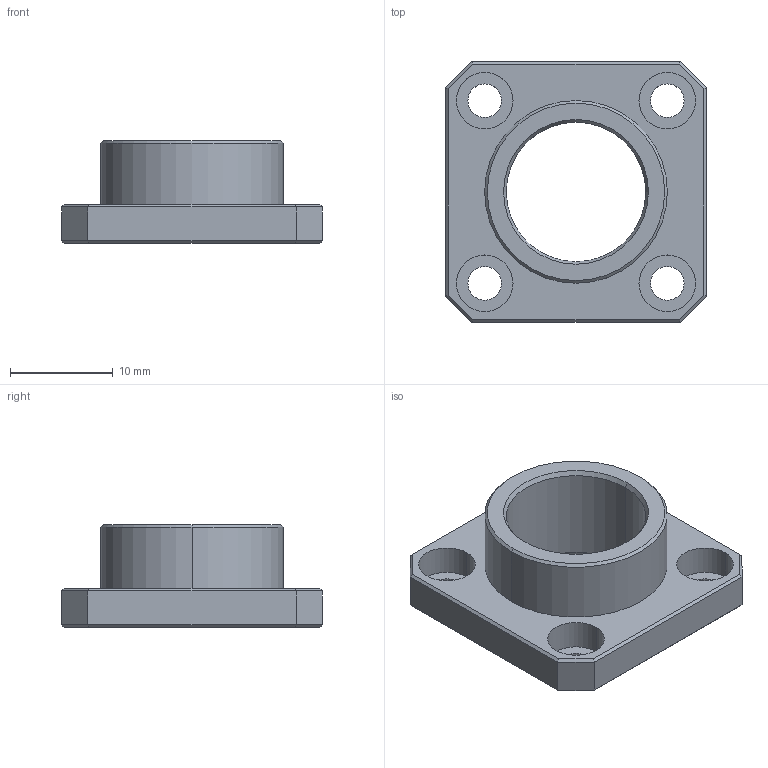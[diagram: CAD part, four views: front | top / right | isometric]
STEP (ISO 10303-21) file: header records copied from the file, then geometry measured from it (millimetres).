
FILE_DESCRIPTION (( 'STEP AP214' ), '1' );
FILE_NAME ('TTN091402-E0W.STEP', '2016-01-27T18:29:51', ( 'admin' ), ( '' ), 'SwSTEP 2.0', 'SolidWorks 2014', '' );
FILE_SCHEMA (( 'AUTOMOTIVE_DESIGN' ));
Length unit declared in the file: millimetre
Products named in the file (1): TTN091402-E0W
Bounding box: 25.4 x 25.4 x 10.01 mm (x, y, z)
Volume: 2176.1 mm3; surface area: 2233.5 mm2
Topology: 1 solids, 1 shells, 290 faces, 761 edges, 500 vertices
Faces by surface type: plane 168, bspline 96, cylinder 20, cone 6
Entity records: 14379 total; most frequent: CARTESIAN_POINT 4604, ORIENTED_EDGE 1522, DIRECTION 1005, EDGE_CURVE 761, LINE 523, VECTOR 523, VERTEX_POINT 500, EDGE_LOOP 327
